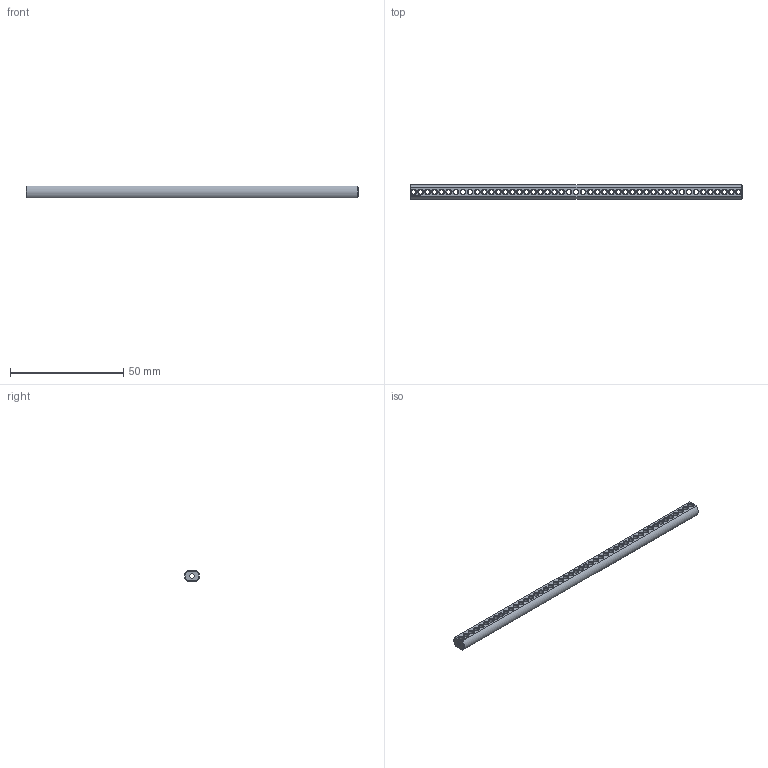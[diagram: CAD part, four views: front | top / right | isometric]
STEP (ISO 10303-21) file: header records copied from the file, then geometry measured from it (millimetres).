
FILE_DESCRIPTION(('FreeCAD Model'),'2;1');
FILE_NAME('Open CASCADE Shape Model','2024-06-18T13:18:20',(''),(''), 'Open CASCADE STEP processor 7.6','FreeCAD','Unknown');
FILE_SCHEMA(('AUTOMOTIVE_DESIGN { 1 0 10303 214 1 1 1 1 }'));
Length unit declared in the file: millimetre
Products named in the file (1): Shaft IDX BU11.75 - SPN-SFT-0167 (stemfie.org)
Bounding box: 146.88 x 6.6 x 5 mm (x, y, z)
Volume: 3351.7 mm3; surface area: 4237.7 mm2
Topology: 1 solids, 1 shells, 697 faces, 2093 edges, 1330 vertices
Faces by surface type: plane 315, cylinder 144, extrusion 140, cone 98
Full cylindrical faces by diameter (mm): 2 x142
Entity records: 24031 total; most frequent: CARTESIAN_POINT 4961, ORIENTED_EDGE 4186, DIRECTION 3659, EDGE_CURVE 2093, VECTOR 1363, VERTEX_POINT 1330, LINE 1223, AXIS2_PLACEMENT_3D 1148
